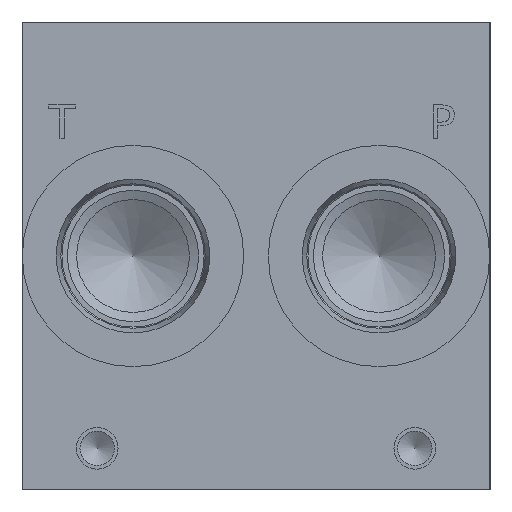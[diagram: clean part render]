
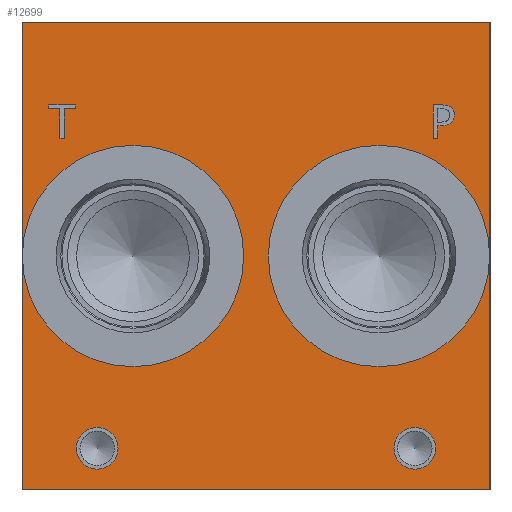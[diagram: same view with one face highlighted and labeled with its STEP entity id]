
A CAD part, left-side view. The second image highlights one B-rep face of the part: STEP entity #12699.
In plain terms, the highlighted planar face has unit normal (-1, 0, 0).
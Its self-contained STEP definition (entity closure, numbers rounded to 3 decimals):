
#164=CIRCLE('',#13394,3.962);
#165=CIRCLE('',#13395,3.962);
#166=CIRCLE('',#13396,3.962);
#167=CIRCLE('',#13397,3.962);
#168=CIRCLE('',#13398,21.019);
#169=CIRCLE('',#13399,21.019);
#170=CIRCLE('',#13400,21.019);
#171=CIRCLE('',#13401,21.019);
#479=FACE_BOUND('',#1873,.T.);
#480=FACE_BOUND('',#1874,.T.);
#481=FACE_BOUND('',#1875,.T.);
#482=FACE_BOUND('',#1876,.T.);
#483=FACE_BOUND('',#1877,.T.);
#484=FACE_BOUND('',#1878,.T.);
#604=B_SPLINE_CURVE_WITH_KNOTS('',2,(#17420,#17421,#17422,#17423),
 .UNSPECIFIED.,.F.,.F.,(3,1,3),(0.,1.,2.),.UNSPECIFIED.);
#606=B_SPLINE_CURVE_WITH_KNOTS('',2,(#17441,#17442,#17443,#17444),
 .UNSPECIFIED.,.F.,.F.,(3,1,3),(0.,1.,2.),.UNSPECIFIED.);
#608=B_SPLINE_CURVE_WITH_KNOTS('',2,(#17490,#17491,#17492,#17493),
 .UNSPECIFIED.,.F.,.F.,(3,1,3),(0.,1.,2.),.UNSPECIFIED.);
#610=B_SPLINE_CURVE_WITH_KNOTS('',2,(#17508,#17509,#17510,#17511),
 .UNSPECIFIED.,.F.,.F.,(3,1,3),(0.,1.,2.),.UNSPECIFIED.);
#1176=FACE_OUTER_BOUND('',#1872,.T.);
#1872=EDGE_LOOP('',(#8354,#8355,#8356,#8357));
#1873=EDGE_LOOP('',(#8358,#8359,#8360,#8361,#8362,#8363,#8364,#8365));
#1874=EDGE_LOOP('',(#8366,#8367));
#1875=EDGE_LOOP('',(#8368,#8369));
#1876=EDGE_LOOP('',(#8370,#8371));
#1877=EDGE_LOOP('',(#8372,#8373));
#1878=EDGE_LOOP('',(#8374,#8375,#8376,#8377,#8378,#8379,#8380,#8381,#8382));
#2668=LINE('',#17270,#3843);
#2672=LINE('',#17278,#3847);
#2675=LINE('',#17284,#3850);
#2678=LINE('',#17290,#3853);
#2681=LINE('',#17296,#3856);
#2684=LINE('',#17302,#3859);
#2687=LINE('',#17308,#3862);
#2690=LINE('',#17313,#3865);
#2708=LINE('',#17453,#3883);
#2711=LINE('',#17459,#3886);
#2714=LINE('',#17465,#3889);
#2717=LINE('',#17471,#3892);
#2720=LINE('',#17477,#3895);
#2724=LINE('',#17520,#3899);
#2725=LINE('',#17522,#3900);
#2726=LINE('',#17524,#3901);
#2727=LINE('',#17525,#3902);
#3843=VECTOR('',#14288,10.);
#3847=VECTOR('',#14294,10.);
#3850=VECTOR('',#14299,10.);
#3853=VECTOR('',#14304,10.);
#3856=VECTOR('',#14309,10.);
#3859=VECTOR('',#14314,10.);
#3862=VECTOR('',#14319,10.);
#3865=VECTOR('',#14324,10.);
#3883=VECTOR('',#14352,10.);
#3886=VECTOR('',#14357,10.);
#3889=VECTOR('',#14362,10.);
#3892=VECTOR('',#14367,10.);
#3895=VECTOR('',#14372,10.);
#3899=VECTOR('',#14380,10.);
#3900=VECTOR('',#14381,10.);
#3901=VECTOR('',#14382,10.);
#3902=VECTOR('',#14383,10.);
#5018=VERTEX_POINT('',#17268);
#5019=VERTEX_POINT('',#17269);
#5022=VERTEX_POINT('',#17277);
#5024=VERTEX_POINT('',#17283);
#5026=VERTEX_POINT('',#17289);
#5028=VERTEX_POINT('',#17295);
#5030=VERTEX_POINT('',#17301);
#5032=VERTEX_POINT('',#17307);
#5048=VERTEX_POINT('',#17418);
#5049=VERTEX_POINT('',#17419);
#5052=VERTEX_POINT('',#17440);
#5054=VERTEX_POINT('',#17452);
#5056=VERTEX_POINT('',#17458);
#5058=VERTEX_POINT('',#17464);
#5060=VERTEX_POINT('',#17470);
#5062=VERTEX_POINT('',#17476);
#5064=VERTEX_POINT('',#17489);
#5066=VERTEX_POINT('',#17518);
#5067=VERTEX_POINT('',#17519);
#5068=VERTEX_POINT('',#17521);
#5069=VERTEX_POINT('',#17523);
#5070=VERTEX_POINT('',#17526);
#5071=VERTEX_POINT('',#17527);
#5072=VERTEX_POINT('',#17530);
#5073=VERTEX_POINT('',#17531);
#5074=VERTEX_POINT('',#17534);
#5075=VERTEX_POINT('',#17535);
#5076=VERTEX_POINT('',#17538);
#5077=VERTEX_POINT('',#17539);
#6317=EDGE_CURVE('',#5018,#5019,#2668,.T.);
#6321=EDGE_CURVE('',#5022,#5018,#2672,.T.);
#6324=EDGE_CURVE('',#5024,#5022,#2675,.T.);
#6327=EDGE_CURVE('',#5026,#5024,#2678,.T.);
#6330=EDGE_CURVE('',#5028,#5026,#2681,.T.);
#6333=EDGE_CURVE('',#5030,#5028,#2684,.T.);
#6336=EDGE_CURVE('',#5032,#5030,#2687,.T.);
#6339=EDGE_CURVE('',#5019,#5032,#2690,.T.);
#6362=EDGE_CURVE('',#5048,#5049,#604,.T.);
#6366=EDGE_CURVE('',#5052,#5048,#606,.T.);
#6369=EDGE_CURVE('',#5054,#5052,#2708,.T.);
#6372=EDGE_CURVE('',#5056,#5054,#2711,.T.);
#6375=EDGE_CURVE('',#5058,#5056,#2714,.T.);
#6378=EDGE_CURVE('',#5060,#5058,#2717,.T.);
#6381=EDGE_CURVE('',#5062,#5060,#2720,.T.);
#6384=EDGE_CURVE('',#5064,#5062,#608,.T.);
#6387=EDGE_CURVE('',#5049,#5064,#610,.T.);
#6389=EDGE_CURVE('',#5066,#5067,#2724,.T.);
#6390=EDGE_CURVE('',#5067,#5068,#2725,.T.);
#6391=EDGE_CURVE('',#5069,#5068,#2726,.T.);
#6392=EDGE_CURVE('',#5066,#5069,#2727,.T.);
#6393=EDGE_CURVE('',#5070,#5071,#164,.T.);
#6394=EDGE_CURVE('',#5071,#5070,#165,.T.);
#6395=EDGE_CURVE('',#5072,#5073,#166,.T.);
#6396=EDGE_CURVE('',#5073,#5072,#167,.T.);
#6397=EDGE_CURVE('',#5074,#5075,#168,.T.);
#6398=EDGE_CURVE('',#5075,#5074,#169,.T.);
#6399=EDGE_CURVE('',#5076,#5077,#170,.T.);
#6400=EDGE_CURVE('',#5077,#5076,#171,.T.);
#8354=ORIENTED_EDGE('',*,*,#6389,.T.);
#8355=ORIENTED_EDGE('',*,*,#6390,.T.);
#8356=ORIENTED_EDGE('',*,*,#6391,.F.);
#8357=ORIENTED_EDGE('',*,*,#6392,.F.);
#8358=ORIENTED_EDGE('',*,*,#6317,.T.);
#8359=ORIENTED_EDGE('',*,*,#6339,.T.);
#8360=ORIENTED_EDGE('',*,*,#6336,.T.);
#8361=ORIENTED_EDGE('',*,*,#6333,.T.);
#8362=ORIENTED_EDGE('',*,*,#6330,.T.);
#8363=ORIENTED_EDGE('',*,*,#6327,.T.);
#8364=ORIENTED_EDGE('',*,*,#6324,.T.);
#8365=ORIENTED_EDGE('',*,*,#6321,.T.);
#8366=ORIENTED_EDGE('',*,*,#6393,.T.);
#8367=ORIENTED_EDGE('',*,*,#6394,.T.);
#8368=ORIENTED_EDGE('',*,*,#6395,.T.);
#8369=ORIENTED_EDGE('',*,*,#6396,.T.);
#8370=ORIENTED_EDGE('',*,*,#6397,.T.);
#8371=ORIENTED_EDGE('',*,*,#6398,.T.);
#8372=ORIENTED_EDGE('',*,*,#6399,.T.);
#8373=ORIENTED_EDGE('',*,*,#6400,.T.);
#8374=ORIENTED_EDGE('',*,*,#6362,.T.);
#8375=ORIENTED_EDGE('',*,*,#6387,.T.);
#8376=ORIENTED_EDGE('',*,*,#6384,.T.);
#8377=ORIENTED_EDGE('',*,*,#6381,.T.);
#8378=ORIENTED_EDGE('',*,*,#6378,.T.);
#8379=ORIENTED_EDGE('',*,*,#6375,.T.);
#8380=ORIENTED_EDGE('',*,*,#6372,.T.);
#8381=ORIENTED_EDGE('',*,*,#6369,.T.);
#8382=ORIENTED_EDGE('',*,*,#6366,.T.);
#11826=PLANE('',#13393);
#12699=ADVANCED_FACE('',(#1176,#479,#480,#481,#482,#483,#484),#11826,.T.);
#13393=AXIS2_PLACEMENT_3D('',#17517,#14378,#14379);
#13394=AXIS2_PLACEMENT_3D('',#17528,#14384,#14385);
#13395=AXIS2_PLACEMENT_3D('',#17529,#14386,#14387);
#13396=AXIS2_PLACEMENT_3D('',#17532,#14388,#14389);
#13397=AXIS2_PLACEMENT_3D('',#17533,#14390,#14391);
#13398=AXIS2_PLACEMENT_3D('',#17536,#14392,#14393);
#13399=AXIS2_PLACEMENT_3D('',#17537,#14394,#14395);
#13400=AXIS2_PLACEMENT_3D('',#17540,#14396,#14397);
#13401=AXIS2_PLACEMENT_3D('',#17541,#14398,#14399);
#14288=DIRECTION('',(0.,1.,0.));
#14294=DIRECTION('',(0.,0.,-1.));
#14299=DIRECTION('',(0.,1.,0.));
#14304=DIRECTION('',(0.,0.,-1.));
#14309=DIRECTION('',(0.,-1.,0.));
#14314=DIRECTION('',(0.,0.,1.));
#14319=DIRECTION('',(0.,1.,0.));
#14324=DIRECTION('',(0.,0.,1.));
#14352=DIRECTION('',(0.,-1.,0.));
#14357=DIRECTION('',(0.,0.,1.));
#14362=DIRECTION('',(0.,1.,0.));
#14367=DIRECTION('',(0.,0.,-1.));
#14372=DIRECTION('',(0.,1.,0.));
#14378=DIRECTION('center_axis',(-1.,0.,0.));
#14379=DIRECTION('ref_axis',(0.,-1.,0.));
#14380=DIRECTION('',(0.,-1.,0.));
#14381=DIRECTION('',(0.,0.,1.));
#14382=DIRECTION('',(0.,-1.,0.));
#14383=DIRECTION('',(0.,0.,1.));
#14384=DIRECTION('center_axis',(1.,0.,0.));
#14385=DIRECTION('ref_axis',(0.,1.,0.));
#14386=DIRECTION('center_axis',(1.,0.,0.));
#14387=DIRECTION('ref_axis',(0.,1.,0.));
#14388=DIRECTION('center_axis',(1.,0.,0.));
#14389=DIRECTION('ref_axis',(0.,1.,0.));
#14390=DIRECTION('center_axis',(1.,0.,0.));
#14391=DIRECTION('ref_axis',(0.,1.,0.));
#14392=DIRECTION('center_axis',(1.,0.,0.));
#14393=DIRECTION('ref_axis',(0.,0.,1.));
#14394=DIRECTION('center_axis',(1.,0.,0.));
#14395=DIRECTION('ref_axis',(0.,0.,1.));
#14396=DIRECTION('center_axis',(1.,0.,0.));
#14397=DIRECTION('ref_axis',(0.,0.,1.));
#14398=DIRECTION('center_axis',(1.,0.,0.));
#14399=DIRECTION('ref_axis',(0.,0.,1.));
#17268=CARTESIAN_POINT('',(0.,80.851,66.802));
#17269=CARTESIAN_POINT('',(0.,81.695,66.802));
#17270=CARTESIAN_POINT('',(0.,84.875,66.802));
#17277=CARTESIAN_POINT('',(0.,80.851,72.401));
#17278=CARTESIAN_POINT('',(0.,80.851,36.2));
#17283=CARTESIAN_POINT('',(0.,78.72,72.401));
#17284=CARTESIAN_POINT('',(0.,83.81,72.401));
#17289=CARTESIAN_POINT('',(0.,78.72,73.152));
#17290=CARTESIAN_POINT('',(0.,78.72,36.576));
#17295=CARTESIAN_POINT('',(0.,83.825,73.152));
#17296=CARTESIAN_POINT('',(0.,86.363,73.152));
#17301=CARTESIAN_POINT('',(0.,83.825,72.401));
#17302=CARTESIAN_POINT('',(0.,83.825,36.2));
#17307=CARTESIAN_POINT('',(0.,81.695,72.401));
#17308=CARTESIAN_POINT('',(0.,85.297,72.401));
#17313=CARTESIAN_POINT('',(0.,81.695,33.401));
#17418=CARTESIAN_POINT('',(0.,7.529,72.756));
#17419=CARTESIAN_POINT('',(0.,6.773,71.238));
#17420=CARTESIAN_POINT('Ctrl Pts',(0.,7.529,72.756));
#17421=CARTESIAN_POINT('Ctrl Pts',(0.,7.174,72.514));
#17422=CARTESIAN_POINT('Ctrl Pts',(0.,6.773,71.768));
#17423=CARTESIAN_POINT('Ctrl Pts',(0.,6.773,71.238));
#17440=CARTESIAN_POINT('',(0.,9.192,73.152));
#17441=CARTESIAN_POINT('Ctrl Pts',(0.,9.192,73.152));
#17442=CARTESIAN_POINT('Ctrl Pts',(0.,8.626,73.152));
#17443=CARTESIAN_POINT('Ctrl Pts',(0.,7.833,72.967));
#17444=CARTESIAN_POINT('Ctrl Pts',(0.,7.529,72.756));
#17452=CARTESIAN_POINT('',(0.,10.787,73.152));
#17453=CARTESIAN_POINT('',(0.,49.843,73.152));
#17458=CARTESIAN_POINT('',(0.,10.787,66.802));
#17459=CARTESIAN_POINT('',(0.,10.787,33.401));
#17464=CARTESIAN_POINT('',(0.,9.943,66.802));
#17465=CARTESIAN_POINT('',(0.,49.421,66.802));
#17470=CARTESIAN_POINT('',(0.,9.943,69.169));
#17471=CARTESIAN_POINT('',(0.,9.943,34.585));
#17476=CARTESIAN_POINT('',(0.,9.228,69.169));
#17477=CARTESIAN_POINT('',(0.,49.064,69.169));
#17489=CARTESIAN_POINT('',(0.,7.329,69.828));
#17490=CARTESIAN_POINT('Ctrl Pts',(0.,7.329,69.828));
#17491=CARTESIAN_POINT('Ctrl Pts',(0.,7.658,69.504));
#17492=CARTESIAN_POINT('Ctrl Pts',(0.,8.548,69.169));
#17493=CARTESIAN_POINT('Ctrl Pts',(0.,9.228,69.169));
#17508=CARTESIAN_POINT('Ctrl Pts',(0.,6.773,71.238));
#17509=CARTESIAN_POINT('Ctrl Pts',(0.,6.773,70.826));
#17510=CARTESIAN_POINT('Ctrl Pts',(0.,7.066,70.085));
#17511=CARTESIAN_POINT('Ctrl Pts',(0.,7.329,69.828));
#17517=CARTESIAN_POINT('Origin',(0.,88.9,0.));
#17518=CARTESIAN_POINT('',(0.,88.9,0.));
#17519=CARTESIAN_POINT('',(0.,0.,0.));
#17520=CARTESIAN_POINT('',(0.,88.9,0.));
#17521=CARTESIAN_POINT('',(0.,0.,88.9));
#17522=CARTESIAN_POINT('',(0.,0.,0.));
#17523=CARTESIAN_POINT('',(0.,88.9,88.9));
#17524=CARTESIAN_POINT('',(0.,88.9,88.9));
#17525=CARTESIAN_POINT('',(0.,88.9,0.));
#17526=CARTESIAN_POINT('',(0.,18.237,7.925));
#17527=CARTESIAN_POINT('',(0.,10.312,7.925));
#17528=CARTESIAN_POINT('Origin',(0.,14.275,7.925));
#17529=CARTESIAN_POINT('Origin',(0.,14.275,7.925));
#17530=CARTESIAN_POINT('',(0.,78.588,7.925));
#17531=CARTESIAN_POINT('',(0.,70.663,7.925));
#17532=CARTESIAN_POINT('Origin',(0.,74.625,7.925));
#17533=CARTESIAN_POINT('Origin',(0.,74.625,7.925));
#17534=CARTESIAN_POINT('',(0.,21.082,65.469));
#17535=CARTESIAN_POINT('',(0.,21.082,23.432));
#17536=CARTESIAN_POINT('Origin',(0.,21.082,44.45));
#17537=CARTESIAN_POINT('Origin',(0.,21.082,44.45));
#17538=CARTESIAN_POINT('',(0.,67.818,65.469));
#17539=CARTESIAN_POINT('',(0.,67.818,23.432));
#17540=CARTESIAN_POINT('Origin',(0.,67.818,44.45));
#17541=CARTESIAN_POINT('Origin',(0.,67.818,44.45));
